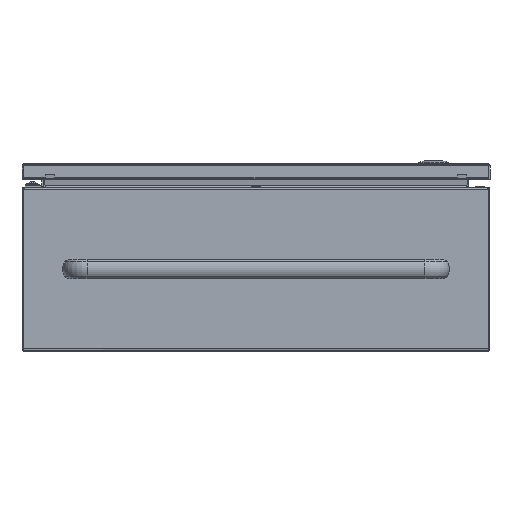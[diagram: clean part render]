
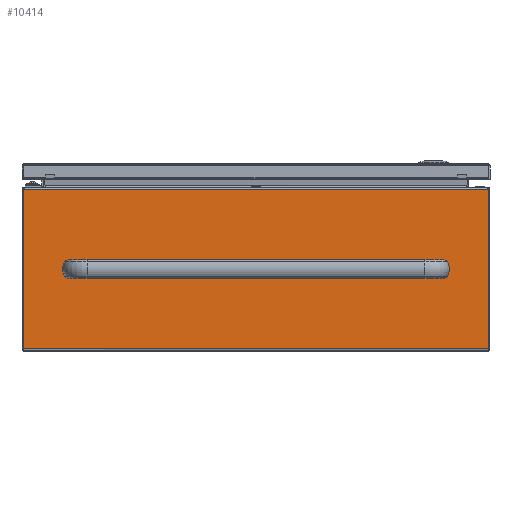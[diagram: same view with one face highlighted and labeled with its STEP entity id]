
A CAD part, front view. The second image highlights one B-rep face of the part: STEP entity #10414.
In plain terms, the highlighted planar face has unit normal (0, -1, 0).
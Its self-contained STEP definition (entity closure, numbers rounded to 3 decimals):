
#251 = VERTEX_POINT ( 'NONE', #18003 ) ;
#562 = DIRECTION ( 'NONE',  ( 0., 0., 1. ) ) ;
#600 = EDGE_LOOP ( 'NONE', ( #13569, #9734, #34718, #9088 ) ) ;
#4090 = CARTESIAN_POINT ( 'NONE',  ( -200., -250., 87.75 ) ) ;
#4243 = DIRECTION ( 'NONE',  ( 0., 0., -1. ) ) ;
#5850 = VECTOR ( 'NONE', #23818, 1000. ) ;
#5881 = LINE ( 'NONE', #34392, #13719 ) ;
#6946 = DIRECTION ( 'NONE',  ( -1., 0., 0. ) ) ;
#8056 = CIRCLE ( 'NONE', #31134, 3.55 ) ;
#8098 = CARTESIAN_POINT ( 'NONE',  ( 203.55, -250., 87.75 ) ) ;
#8578 = CARTESIAN_POINT ( 'NONE',  ( -196.45, -250., 87.75 ) ) ;
#8692 = VERTEX_POINT ( 'NONE', #28460 ) ;
#9088 = ORIENTED_EDGE ( 'NONE', *, *, #25801, .F. ) ;
#9594 = CIRCLE ( 'NONE', #24481, 3.55 ) ;
#9732 = CARTESIAN_POINT ( 'NONE',  ( 248.743, -250., 173. ) ) ;
#9734 = ORIENTED_EDGE ( 'NONE', *, *, #20629, .F. ) ;
#9808 = DIRECTION ( 'NONE',  ( 0., -1., 0. ) ) ;
#10281 = VERTEX_POINT ( 'NONE', #33044 ) ;
#10414 = ADVANCED_FACE ( 'NONE', ( #34971, #26675, #20562 ), #13949, .F. ) ;
#10459 = ORIENTED_EDGE ( 'NONE', *, *, #13434, .F. ) ;
#10747 = DIRECTION ( 'NONE',  ( 0., -1., 0. ) ) ;
#11761 = DIRECTION ( 'NONE',  ( 0., 1., 0. ) ) ;
#11999 = VECTOR ( 'NONE', #4243, 1000. ) ;
#13434 = EDGE_CURVE ( 'NONE', #16424, #16424, #8056, .T. ) ;
#13569 = ORIENTED_EDGE ( 'NONE', *, *, #13742, .T. ) ;
#13719 = VECTOR ( 'NONE', #562, 1000. ) ;
#13742 = EDGE_CURVE ( 'NONE', #15069, #251, #34601, .T. ) ;
#13949 = PLANE ( 'NONE',  #21489 ) ;
#15069 = VERTEX_POINT ( 'NONE', #30559 ) ;
#15219 = EDGE_LOOP ( 'NONE', ( #10459 ) ) ;
#15385 = DIRECTION ( 'NONE',  ( 1., 0., 0. ) ) ;
#15411 = EDGE_CURVE ( 'NONE', #8692, #10281, #33205, .T. ) ;
#16296 = CARTESIAN_POINT ( 'NONE',  ( 200., -250., 87.75 ) ) ;
#16424 = VERTEX_POINT ( 'NONE', #8098 ) ;
#18003 = CARTESIAN_POINT ( 'NONE',  ( -248.743, -250., 173. ) ) ;
#18928 = CARTESIAN_POINT ( 'NONE',  ( 2750., -250., 175.5 ) ) ;
#20562 = FACE_OUTER_BOUND ( 'NONE', #600, .T. ) ;
#20629 = EDGE_CURVE ( 'NONE', #10281, #251, #5881, .T. ) ;
#20888 = CARTESIAN_POINT ( 'NONE',  ( 248.743, -250., 175.5 ) ) ;
#21489 = AXIS2_PLACEMENT_3D ( 'NONE', #18928, #11761, #30719 ) ;
#23279 = LINE ( 'NONE', #20888, #11999 ) ;
#23818 = DIRECTION ( 'NONE',  ( -1., 0., 0. ) ) ;
#24481 = AXIS2_PLACEMENT_3D ( 'NONE', #4090, #9808, #15385 ) ;
#25127 = VERTEX_POINT ( 'NONE', #8578 ) ;
#25801 = EDGE_CURVE ( 'NONE', #15069, #8692, #23279, .T. ) ;
#26675 = FACE_BOUND ( 'NONE', #34298, .T. ) ;
#27508 = VECTOR ( 'NONE', #6946, 1000. ) ;
#28460 = CARTESIAN_POINT ( 'NONE',  ( 248.743, -250., 2.5 ) ) ;
#29764 = EDGE_CURVE ( 'NONE', #25127, #25127, #9594, .T. ) ;
#30065 = DIRECTION ( 'NONE',  ( 1., 0., 0. ) ) ;
#30559 = CARTESIAN_POINT ( 'NONE',  ( 248.743, -250., 173. ) ) ;
#30719 = DIRECTION ( 'NONE',  ( -1., 0., 0. ) ) ;
#31134 = AXIS2_PLACEMENT_3D ( 'NONE', #16296, #10747, #30065 ) ;
#32006 = CARTESIAN_POINT ( 'NONE',  ( 2750., -250., 2.5 ) ) ;
#33044 = CARTESIAN_POINT ( 'NONE',  ( -248.743, -250., 2.5 ) ) ;
#33205 = LINE ( 'NONE', #32006, #27508 ) ;
#34298 = EDGE_LOOP ( 'NONE', ( #35369 ) ) ;
#34392 = CARTESIAN_POINT ( 'NONE',  ( -248.743, -250., 175.5 ) ) ;
#34601 = LINE ( 'NONE', #9732, #5850 ) ;
#34718 = ORIENTED_EDGE ( 'NONE', *, *, #15411, .F. ) ;
#34971 = FACE_BOUND ( 'NONE', #15219, .T. ) ;
#35369 = ORIENTED_EDGE ( 'NONE', *, *, #29764, .F. ) ;
